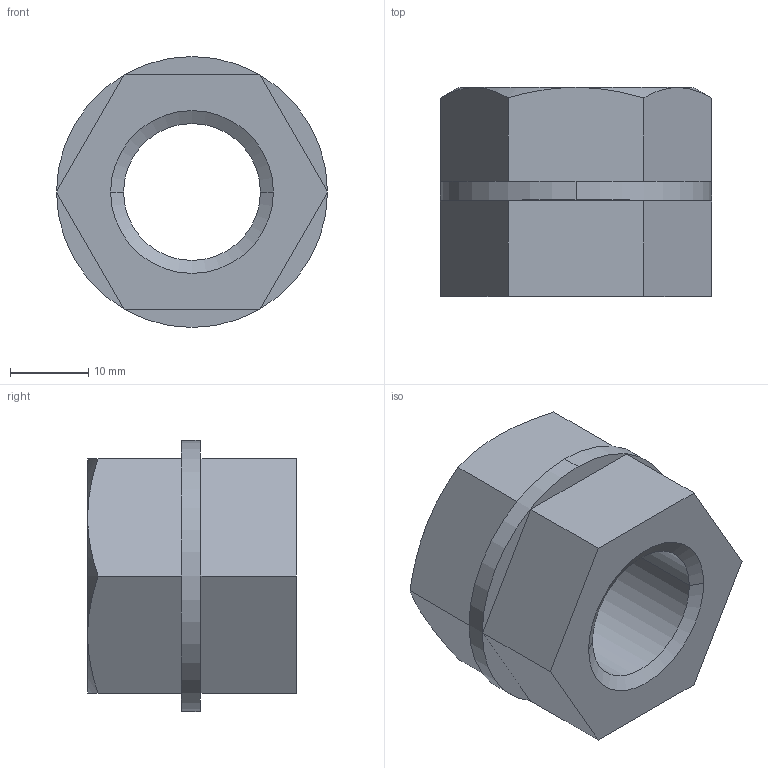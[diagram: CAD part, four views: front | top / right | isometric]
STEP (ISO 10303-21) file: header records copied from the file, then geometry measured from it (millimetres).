
FILE_DESCRIPTION((''),'2;1');
FILE_NAME('0RRIM020_____0','2019-10-29T15:51:34',('kim.bk'),(''),'CREO PARAMETRIC BY PTC INC, 2019010','CREO PARAMETRIC BY PTC INC, 2019010','');
FILE_SCHEMA(('CONFIG_CONTROL_DESIGN'));
Length unit declared in the file: millimetre
Products named in the file (1): 0RRIM020_____0
Bounding box: 34.64 x 26.7 x 34.64 mm (x, y, z)
Volume: 14586.5 mm3; surface area: 7516.8 mm2
Topology: 2 solids, 2 shells, 322 faces, 878 edges, 578 vertices
Faces by surface type: plane 302, cone 14, cylinder 6
Entity records: 10060 total; most frequent: CARTESIAN_POINT 1856, ORIENTED_EDGE 1756, DIRECTION 1546, EDGE_CURVE 878, VECTOR 830, LINE 830, VERTEX_POINT 578, AXIS2_PLACEMENT_3D 358
